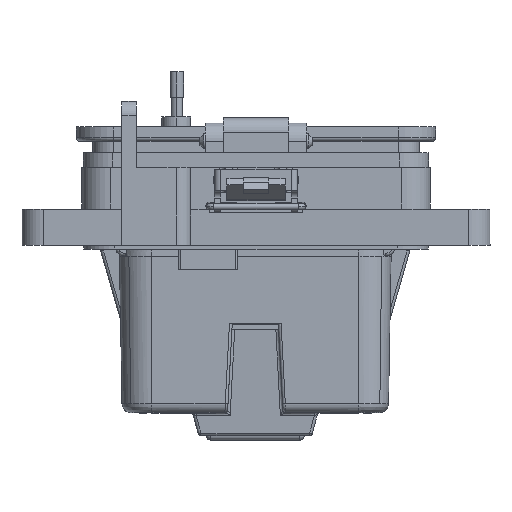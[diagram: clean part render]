
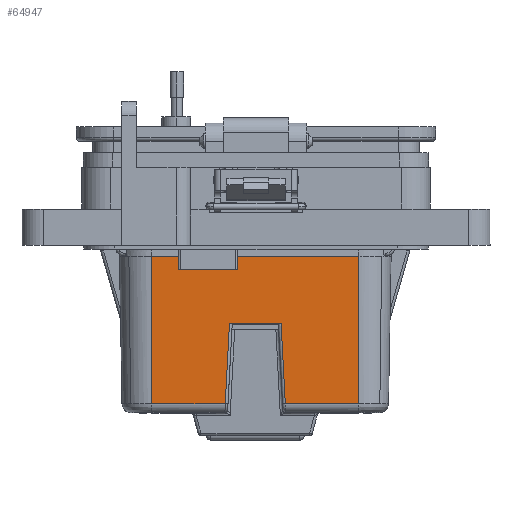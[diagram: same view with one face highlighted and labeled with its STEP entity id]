
A CAD part, front view. The second image highlights one B-rep face of the part: STEP entity #64947.
In plain terms, the highlighted face is planar.
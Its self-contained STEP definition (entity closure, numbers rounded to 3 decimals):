
#501 = CARTESIAN_POINT ( 'NONE',  ( 23.271, -8.275, -43.224 ) ) ;
#2684 = DIRECTION ( 'NONE',  ( 0.017, 0.052, 0.998 ) ) ;
#6175 = EDGE_CURVE ( 'NONE', #65031, #111755, #184761, .T. ) ;
#8510 = DIRECTION ( 'NONE',  ( 0., 1., 0. ) ) ;
#13580 = LINE ( 'NONE', #78976, #37632 ) ;
#13599 = VERTEX_POINT ( 'NONE', #81259 ) ;
#15153 = LINE ( 'NONE', #174500, #65587 ) ;
#16332 = DIRECTION ( 'NONE',  ( -0.017, 0.052, -0.998 ) ) ;
#19779 = VECTOR ( 'NONE', #16332, 1000. ) ;
#21025 = VERTEX_POINT ( 'NONE', #82784 ) ;
#23583 = ORIENTED_EDGE ( 'NONE', *, *, #6175, .T. ) ;
#32005 = EDGE_CURVE ( 'NONE', #79618, #13599, #194731, .T. ) ;
#33810 = DIRECTION ( 'NONE',  ( 0.017, 0., 1. ) ) ;
#34156 = VECTOR ( 'NONE', #187198, 1000. ) ;
#34942 = ORIENTED_EDGE ( 'NONE', *, *, #76269, .T. ) ;
#37632 = VECTOR ( 'NONE', #122302, 1000. ) ;
#39331 = ORIENTED_EDGE ( 'NONE', *, *, #32005, .T. ) ;
#47864 = CARTESIAN_POINT ( 'NONE',  ( 23.271, 8.275, -43.224 ) ) ;
#58028 = CARTESIAN_POINT ( 'NONE',  ( 23.981, -28.553, -2.54 ) ) ;
#58701 = EDGE_LOOP ( 'NONE', ( #71730, #39331, #200280, #66409, #23583, #107055, #184455, #34942 ) ) ;
#60198 = VERTEX_POINT ( 'NONE', #161187 ) ;
#64947 = ADVANCED_FACE ( 'NONE', ( #78494 ), #112204, .T. ) ;
#65031 = VERTEX_POINT ( 'NONE', #47864 ) ;
#65587 = VECTOR ( 'NONE', #188249, 1000. ) ;
#66409 = ORIENTED_EDGE ( 'NONE', *, *, #106283, .T. ) ;
#68588 = LINE ( 'NONE', #132950, #152877 ) ;
#69536 = VECTOR ( 'NONE', #2684, 1000. ) ;
#71730 = ORIENTED_EDGE ( 'NONE', *, *, #167383, .T. ) ;
#75796 = CARTESIAN_POINT ( 'NONE',  ( 23.658, 7.112, -21.031 ) ) ;
#76269 = EDGE_CURVE ( 'NONE', #205050, #60198, #158243, .T. ) ;
#78494 = FACE_OUTER_BOUND ( 'NONE', #58701, .T. ) ;
#78976 = CARTESIAN_POINT ( 'NONE',  ( 23.658, 0., -21.031 ) ) ;
#79618 = VERTEX_POINT ( 'NONE', #501 ) ;
#81259 = CARTESIAN_POINT ( 'NONE',  ( 23.658, -7.112, -21.031 ) ) ;
#82784 = CARTESIAN_POINT ( 'NONE',  ( 23.981, 28.553, -2.54 ) ) ;
#92176 = CARTESIAN_POINT ( 'NONE',  ( 23.981, -28.553, -2.54 ) ) ;
#94424 = CARTESIAN_POINT ( 'NONE',  ( 23.271, 8.273, -43.184 ) ) ;
#106283 = EDGE_CURVE ( 'NONE', #116672, #65031, #193527, .T. ) ;
#107055 = ORIENTED_EDGE ( 'NONE', *, *, #124671, .T. ) ;
#111755 = VERTEX_POINT ( 'NONE', #175953 ) ;
#112204 = PLANE ( 'NONE',  #147458 ) ;
#115549 = LINE ( 'NONE', #167260, #34156 ) ;
#116672 = VERTEX_POINT ( 'NONE', #75796 ) ;
#122302 = DIRECTION ( 'NONE',  ( 0., -1., 0. ) ) ;
#124671 = EDGE_CURVE ( 'NONE', #111755, #21025, #68588, .T. ) ;
#132950 = CARTESIAN_POINT ( 'NONE',  ( 23.981, 28.553, -2.54 ) ) ;
#146602 = EDGE_CURVE ( 'NONE', #21025, #205050, #15153, .T. ) ;
#147458 = AXIS2_PLACEMENT_3D ( 'NONE', #176583, #161845, #160809 ) ;
#152877 = VECTOR ( 'NONE', #33810, 1000. ) ;
#155125 = DIRECTION ( 'NONE',  ( -0.017, 0., -1. ) ) ;
#158243 = LINE ( 'NONE', #58028, #187138 ) ;
#160809 = DIRECTION ( 'NONE',  ( -0.017, 0., -1. ) ) ;
#161187 = CARTESIAN_POINT ( 'NONE',  ( 23.271, -28.553, -43.224 ) ) ;
#161845 = DIRECTION ( 'NONE',  ( 1., 0., -0.017 ) ) ;
#167130 = EDGE_CURVE ( 'NONE', #116672, #13599, #13580, .T. ) ;
#167260 = CARTESIAN_POINT ( 'NONE',  ( 23.271, -7.644, -43.224 ) ) ;
#167383 = EDGE_CURVE ( 'NONE', #60198, #79618, #115549, .T. ) ;
#172048 = CARTESIAN_POINT ( 'NONE',  ( 23.271, 28.553, -43.224 ) ) ;
#174500 = CARTESIAN_POINT ( 'NONE',  ( 23.981, 0., -2.54 ) ) ;
#175953 = CARTESIAN_POINT ( 'NONE',  ( 23.271, 28.553, -43.224 ) ) ;
#176583 = CARTESIAN_POINT ( 'NONE',  ( 23.981, 0., -2.54 ) ) ;
#178934 = CARTESIAN_POINT ( 'NONE',  ( 23.659, -7.11, -20.991 ) ) ;
#184455 = ORIENTED_EDGE ( 'NONE', *, *, #146602, .T. ) ;
#184761 = LINE ( 'NONE', #172048, #197300 ) ;
#187138 = VECTOR ( 'NONE', #155125, 1000. ) ;
#187198 = DIRECTION ( 'NONE',  ( 0., 1., 0. ) ) ;
#188249 = DIRECTION ( 'NONE',  ( 0., -1., 0. ) ) ;
#193527 = LINE ( 'NONE', #94424, #19779 ) ;
#194731 = LINE ( 'NONE', #178934, #69536 ) ;
#197300 = VECTOR ( 'NONE', #8510, 1000. ) ;
#200280 = ORIENTED_EDGE ( 'NONE', *, *, #167130, .F. ) ;
#205050 = VERTEX_POINT ( 'NONE', #92176 ) ;
